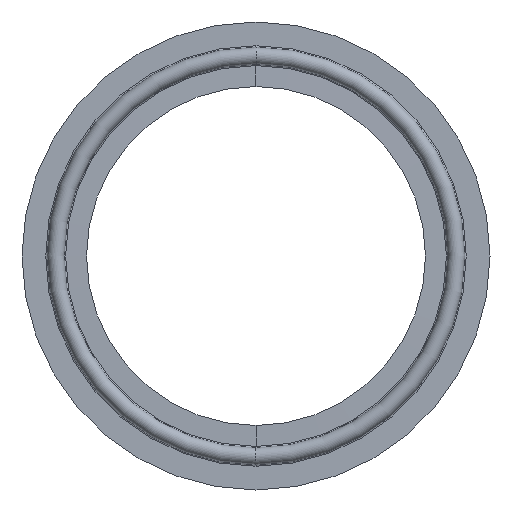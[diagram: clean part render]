
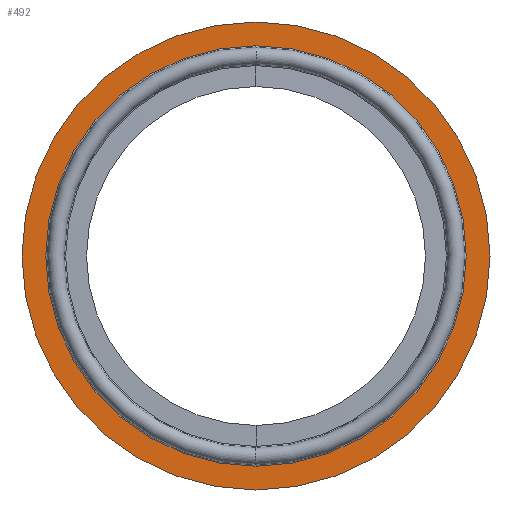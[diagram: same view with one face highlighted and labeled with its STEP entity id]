
A CAD part, left-side view. The second image highlights one B-rep face of the part: STEP entity #492.
In plain terms, the highlighted planar face has unit normal (-1, 0, 0).
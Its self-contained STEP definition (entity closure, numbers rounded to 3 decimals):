
#6 = EDGE_CURVE ( 'NONE', #151, #601, #687, .T. ) ;
#14 = AXIS2_PLACEMENT_3D ( 'NONE', #20, #166, #154 ) ;
#19 = DIRECTION ( 'NONE',  ( 1., 0., 0. ) ) ;
#20 = CARTESIAN_POINT ( 'NONE',  ( -0.9, 0., 0. ) ) ;
#25 = CARTESIAN_POINT ( 'NONE',  ( -0.9, 0., 0. ) ) ;
#50 = CIRCLE ( 'NONE', #564, 29.65 ) ;
#91 = DIRECTION ( 'NONE',  ( 1., 0., 0. ) ) ;
#123 = VERTEX_POINT ( 'NONE', #801 ) ;
#135 = VERTEX_POINT ( 'NONE', #664 ) ;
#151 = VERTEX_POINT ( 'NONE', #181 ) ;
#154 = DIRECTION ( 'NONE',  ( 0., 0., 1. ) ) ;
#155 = CARTESIAN_POINT ( 'NONE',  ( -0.9, 0., 0. ) ) ;
#166 = DIRECTION ( 'NONE',  ( -1., 0., 0. ) ) ;
#175 = DIRECTION ( 'NONE',  ( 0., 0., -1. ) ) ;
#181 = CARTESIAN_POINT ( 'NONE',  ( -0.9, 0., -33. ) ) ;
#206 = ORIENTED_EDGE ( 'NONE', *, *, #438, .T. ) ;
#236 = DIRECTION ( 'NONE',  ( -1., 0., 0. ) ) ;
#315 = DIRECTION ( 'NONE',  ( 1., 0., 0. ) ) ;
#379 = DIRECTION ( 'NONE',  ( 0., 0., -1. ) ) ;
#438 = EDGE_CURVE ( 'NONE', #123, #135, #614, .T. ) ;
#447 = PLANE ( 'NONE',  #875 ) ;
#457 = AXIS2_PLACEMENT_3D ( 'NONE', #504, #91, #379 ) ;
#459 = EDGE_CURVE ( 'NONE', #135, #123, #50, .T. ) ;
#492 = ADVANCED_FACE ( 'NONE', ( #718, #573 ), #447, .F. ) ;
#498 = EDGE_LOOP ( 'NONE', ( #820, #206 ) ) ;
#504 = CARTESIAN_POINT ( 'NONE',  ( -0.9, 0., 0. ) ) ;
#511 = EDGE_CURVE ( 'NONE', #601, #151, #779, .T. ) ;
#564 = AXIS2_PLACEMENT_3D ( 'NONE', #25, #315, #175 ) ;
#566 = EDGE_LOOP ( 'NONE', ( #767, #834 ) ) ;
#573 = FACE_OUTER_BOUND ( 'NONE', #566, .T. ) ;
#579 = DIRECTION ( 'NONE',  ( 0., 0., -1. ) ) ;
#601 = VERTEX_POINT ( 'NONE', #624 ) ;
#605 = AXIS2_PLACEMENT_3D ( 'NONE', #155, #236, #715 ) ;
#614 = CIRCLE ( 'NONE', #457, 29.65 ) ;
#624 = CARTESIAN_POINT ( 'NONE',  ( -0.9, 0., 33. ) ) ;
#664 = CARTESIAN_POINT ( 'NONE',  ( -0.9, 0., -29.65 ) ) ;
#687 = CIRCLE ( 'NONE', #14, 33. ) ;
#715 = DIRECTION ( 'NONE',  ( 0., 0., 1. ) ) ;
#718 = FACE_BOUND ( 'NONE', #498, .T. ) ;
#767 = ORIENTED_EDGE ( 'NONE', *, *, #511, .T. ) ;
#779 = CIRCLE ( 'NONE', #605, 33. ) ;
#801 = CARTESIAN_POINT ( 'NONE',  ( -0.9, 0., 29.65 ) ) ;
#820 = ORIENTED_EDGE ( 'NONE', *, *, #459, .T. ) ;
#834 = ORIENTED_EDGE ( 'NONE', *, *, #6, .T. ) ;
#846 = CARTESIAN_POINT ( 'NONE',  ( -0.9, 29.45, 0. ) ) ;
#875 = AXIS2_PLACEMENT_3D ( 'NONE', #846, #19, #579 ) ;
